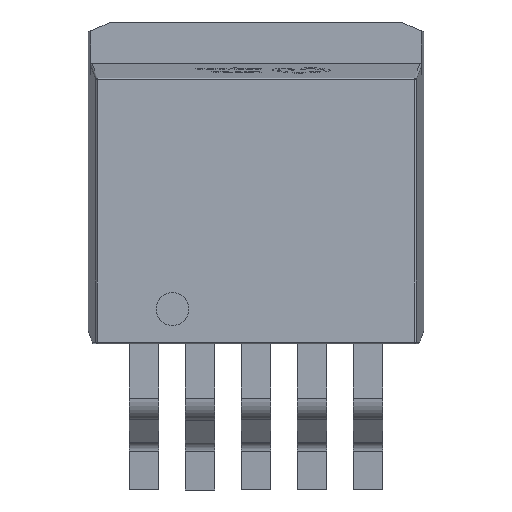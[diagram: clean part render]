
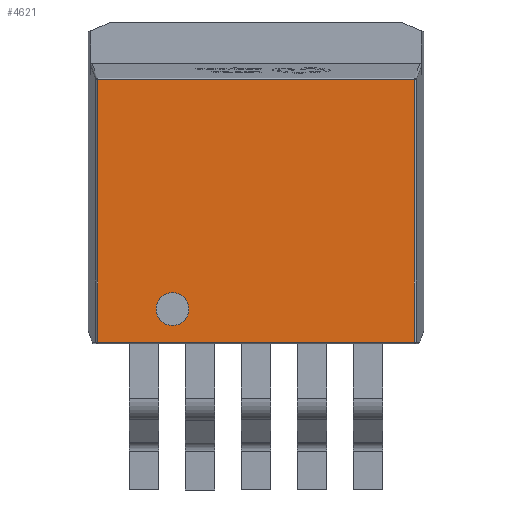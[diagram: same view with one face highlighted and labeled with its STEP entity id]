
A CAD part, top view. The second image highlights one B-rep face of the part: STEP entity #4621.
In plain terms, the highlighted planar face has unit normal (0, 0, 1).
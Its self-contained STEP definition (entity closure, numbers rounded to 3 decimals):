
#335 = CARTESIAN_POINT ( 'NONE',  ( 4.817, 4.48, 4.5 ) ) ;
#581 = DIRECTION ( 'NONE',  ( 0., 0., 1. ) ) ;
#675 = PLANE ( 'NONE',  #15103 ) ;
#807 = ORIENTED_EDGE ( 'NONE', *, *, #4646, .F. ) ;
#1332 = DIRECTION ( 'NONE',  ( 1., 0., 0. ) ) ;
#1391 = LINE ( 'NONE', #8152, #9144 ) ;
#1435 = CARTESIAN_POINT ( 'NONE',  ( -2.54, 5.48, 4.5 ) ) ;
#2168 = EDGE_CURVE ( 'NONE', #15209, #10207, #10375, .T. ) ;
#3000 = DIRECTION ( 'NONE',  ( 1., 0., 0. ) ) ;
#3702 = CARTESIAN_POINT ( 'NONE',  ( 4.864, 4.48, 4.5 ) ) ;
#3997 = LINE ( 'NONE', #6711, #13152 ) ;
#4024 = EDGE_LOOP ( 'NONE', ( #5835, #6901, #10631, #15903 ) ) ;
#4621 = ADVANCED_FACE ( 'NONE', ( #14050, #13964 ), #675, .T. ) ;
#4646 = EDGE_CURVE ( 'NONE', #17246, #6107, #12029, .T. ) ;
#4754 = CARTESIAN_POINT ( 'NONE',  ( -4.817, 4.48, 4.5 ) ) ;
#4864 = EDGE_CURVE ( 'NONE', #6107, #17246, #5867, .T. ) ;
#5236 = LINE ( 'NONE', #5772, #8760 ) ;
#5489 = DIRECTION ( 'NONE',  ( 0., -1., 0. ) ) ;
#5772 = CARTESIAN_POINT ( 'NONE',  ( -4.864, 12.454, 4.5 ) ) ;
#5835 = ORIENTED_EDGE ( 'NONE', *, *, #11073, .T. ) ;
#5867 = CIRCLE ( 'NONE', #13767, 0.5 ) ;
#6107 = VERTEX_POINT ( 'NONE', #12440 ) ;
#6711 = CARTESIAN_POINT ( 'NONE',  ( 4.817, 12.498, 4.5 ) ) ;
#6860 = DIRECTION ( 'NONE',  ( 0., 0., 1. ) ) ;
#6901 = ORIENTED_EDGE ( 'NONE', *, *, #2168, .T. ) ;
#6985 = DIRECTION ( 'NONE',  ( -1., 0., 0. ) ) ;
#6986 = EDGE_LOOP ( 'NONE', ( #7075, #807 ) ) ;
#7075 = ORIENTED_EDGE ( 'NONE', *, *, #4864, .F. ) ;
#7238 = CARTESIAN_POINT ( 'NONE',  ( 0., 0., 4.5 ) ) ;
#7846 = DIRECTION ( 'NONE',  ( 1., 0., 0. ) ) ;
#8096 = CARTESIAN_POINT ( 'NONE',  ( -4.817, 12.454, 4.5 ) ) ;
#8152 = CARTESIAN_POINT ( 'NONE',  ( -4.817, 4.43, 4.5 ) ) ;
#8573 = CARTESIAN_POINT ( 'NONE',  ( -2.54, 5.48, 4.5 ) ) ;
#8760 = VECTOR ( 'NONE', #6985, 1000. ) ;
#9144 = VECTOR ( 'NONE', #5489, 1000. ) ;
#9187 = AXIS2_PLACEMENT_3D ( 'NONE', #8573, #581, #3000 ) ;
#9629 = DIRECTION ( 'NONE',  ( 0., 0., 1. ) ) ;
#10139 = CARTESIAN_POINT ( 'NONE',  ( 4.817, 12.454, 4.5 ) ) ;
#10207 = VERTEX_POINT ( 'NONE', #335 ) ;
#10375 = LINE ( 'NONE', #3702, #13794 ) ;
#10631 = ORIENTED_EDGE ( 'NONE', *, *, #12089, .T. ) ;
#11073 = EDGE_CURVE ( 'NONE', #12227, #15209, #1391, .T. ) ;
#11751 = CARTESIAN_POINT ( 'NONE',  ( -3.04, 5.48, 4.5 ) ) ;
#12029 = CIRCLE ( 'NONE', #9187, 0.5 ) ;
#12089 = EDGE_CURVE ( 'NONE', #10207, #16706, #3997, .T. ) ;
#12227 = VERTEX_POINT ( 'NONE', #8096 ) ;
#12440 = CARTESIAN_POINT ( 'NONE',  ( -2.04, 5.48, 4.5 ) ) ;
#13152 = VECTOR ( 'NONE', #16093, 1000. ) ;
#13663 = EDGE_CURVE ( 'NONE', #16706, #12227, #5236, .T. ) ;
#13767 = AXIS2_PLACEMENT_3D ( 'NONE', #1435, #6860, #7846 ) ;
#13794 = VECTOR ( 'NONE', #1332, 1000. ) ;
#13964 = FACE_OUTER_BOUND ( 'NONE', #4024, .T. ) ;
#14050 = FACE_BOUND ( 'NONE', #6986, .T. ) ;
#15090 = DIRECTION ( 'NONE',  ( 1., 0., 0. ) ) ;
#15103 = AXIS2_PLACEMENT_3D ( 'NONE', #7238, #9629, #15090 ) ;
#15209 = VERTEX_POINT ( 'NONE', #4754 ) ;
#15903 = ORIENTED_EDGE ( 'NONE', *, *, #13663, .T. ) ;
#16093 = DIRECTION ( 'NONE',  ( 0., 1., 0. ) ) ;
#16706 = VERTEX_POINT ( 'NONE', #10139 ) ;
#17246 = VERTEX_POINT ( 'NONE', #11751 ) ;
